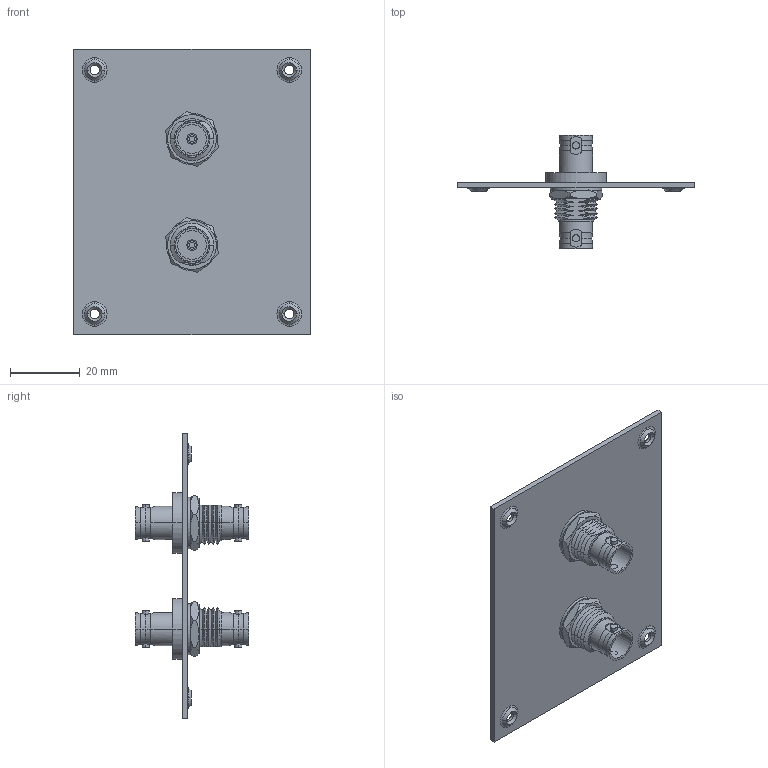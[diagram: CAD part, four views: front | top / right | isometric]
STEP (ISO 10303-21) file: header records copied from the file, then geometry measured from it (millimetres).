
FILE_DESCRIPTION (( 'STEP AP214' ), '1' );
FILE_NAME ('USP2BDB_3D.STEP', '2022-08-22T12:34:03', ( '' ), ( '' ), 'SwSTEP 2.0', 'SolidWorks 2021', '' );
FILE_SCHEMA (( 'AUTOMOTIVE_DESIGN' ));
Length unit declared in the file: inch
Products named in the file (7): BA036; 3AA03-010; 3AA02-008; 3AA03-005; USP2BDB_3D; 1AR06-003
Assembly tree (7 placements, depth 3):
  USP2BDB_3D
    1AR06-003
    BA036  x2
      BA036
      3AA02-008
      3AA03-005
      3AA03-010
Bounding box: 68.07 x 32.51 x 82.04 mm (x, y, z)
Volume: 12355.5 mm3; surface area: 19570.3 mm2
Topology: 11 solids, 11 shells, 564 faces, 1446 edges, 932 vertices
Faces by surface type: cylinder 206, plane 190, cone 128, torus 40
Entity records: 10944 total; most frequent: CARTESIAN_POINT 2143, DIRECTION 1757, ORIENTED_EDGE 1612, EDGE_CURVE 806, AXIS2_PLACEMENT_3D 702, VERTEX_POINT 520, CIRCLE 379, VECTOR 353
